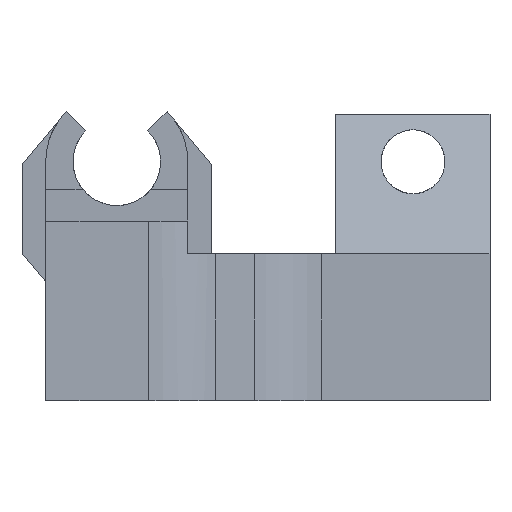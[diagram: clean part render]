
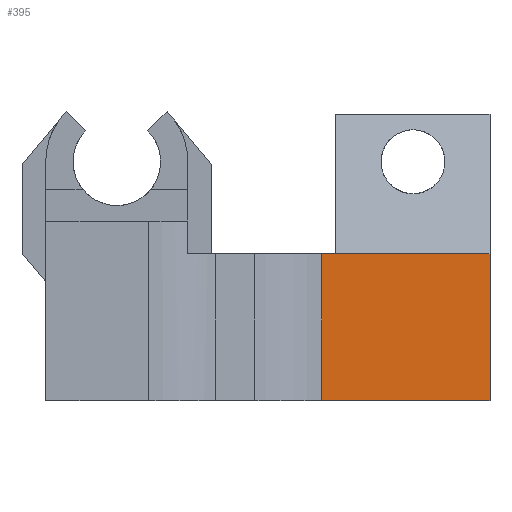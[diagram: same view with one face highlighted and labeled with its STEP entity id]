
A CAD part, front view. The second image highlights one B-rep face of the part: STEP entity #395.
In plain terms, the highlighted planar face has unit normal (0, -1, 0).
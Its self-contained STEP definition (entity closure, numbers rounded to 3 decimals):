
#71 = EDGE_CURVE ( 'NONE', #332, #109, #1473, .T. ) ;
#109 = VERTEX_POINT ( 'NONE', #1634 ) ;
#203 = ORIENTED_EDGE ( 'NONE', *, *, #373, .F. ) ;
#290 = VERTEX_POINT ( 'NONE', #1938 ) ;
#332 = VERTEX_POINT ( 'NONE', #1997 ) ;
#373 = EDGE_CURVE ( 'NONE', #290, #332, #2101, .T. ) ;
#395 = ADVANCED_FACE ( 'NONE', ( #2128 ), #2129, .F. ) ;
#498 = EDGE_LOOP ( 'NONE', ( #203, #1001, #1005, #999 ) ) ;
#998 = EDGE_CURVE ( 'NONE', #1010, #109, #3148, .T. ) ;
#999 = ORIENTED_EDGE ( 'NONE', *, *, #71, .F. ) ;
#1001 = ORIENTED_EDGE ( 'NONE', *, *, #1008, .T. ) ;
#1005 = ORIENTED_EDGE ( 'NONE', *, *, #998, .T. ) ;
#1008 = EDGE_CURVE ( 'NONE', #290, #1010, #3141, .T. ) ;
#1010 = VERTEX_POINT ( 'NONE', #3156 ) ;
#1472 = CARTESIAN_POINT ( 'NONE',  ( 59.5, 0., 12.4 ) ) ;
#1473 = LINE ( 'NONE', #1472, #1571 ) ;
#1570 = DIRECTION ( 'NONE',  ( 0., 0., -1. ) ) ;
#1571 = VECTOR ( 'NONE', #1570, 1000. ) ;
#1634 = CARTESIAN_POINT ( 'NONE',  ( 59.5, 0., 0. ) ) ;
#1938 = CARTESIAN_POINT ( 'NONE',  ( 45.314, 0., 12.4 ) ) ;
#1997 = CARTESIAN_POINT ( 'NONE',  ( 59.5, 0., 12.4 ) ) ;
#2092 = DIRECTION ( 'NONE',  ( 1., 0., 0. ) ) ;
#2093 = VECTOR ( 'NONE', #2092, 1000. ) ;
#2094 = CARTESIAN_POINT ( 'NONE',  ( 34., 0., 12.4 ) ) ;
#2101 = LINE ( 'NONE', #2094, #2093 ) ;
#2109 = DIRECTION ( 'NONE',  ( 0., 0., 1. ) ) ;
#2110 = DIRECTION ( 'NONE',  ( 0., 1., 0. ) ) ;
#2112 = AXIS2_PLACEMENT_3D ( 'NONE', #2116, #2110, #2109 ) ;
#2116 = CARTESIAN_POINT ( 'NONE',  ( 34., 0., 12.4 ) ) ;
#2128 = FACE_OUTER_BOUND ( 'NONE', #498, .T. ) ;
#2129 = PLANE ( 'NONE',  #2112 ) ;
#3141 = LINE ( 'NONE', #3202, #3201 ) ;
#3145 = DIRECTION ( 'NONE',  ( 1., 0., 0. ) ) ;
#3146 = VECTOR ( 'NONE', #3145, 1000. ) ;
#3147 = CARTESIAN_POINT ( 'NONE',  ( 34., 0., 0. ) ) ;
#3148 = LINE ( 'NONE', #3147, #3146 ) ;
#3156 = CARTESIAN_POINT ( 'NONE',  ( 45.314, 0., 0. ) ) ;
#3200 = DIRECTION ( 'NONE',  ( 0., 0., -1. ) ) ;
#3201 = VECTOR ( 'NONE', #3200, 1000. ) ;
#3202 = CARTESIAN_POINT ( 'NONE',  ( 45.314, 0., 0. ) ) ;
